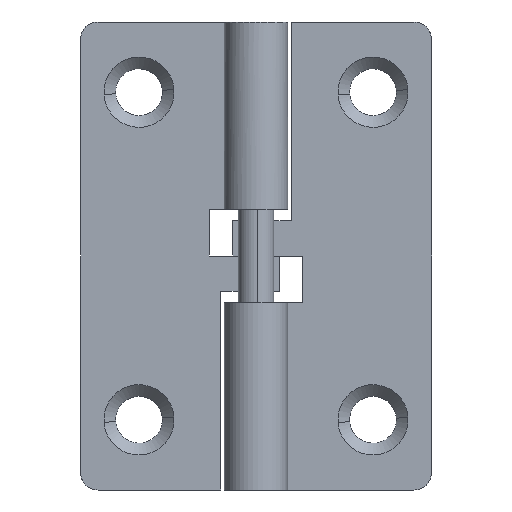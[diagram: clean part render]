
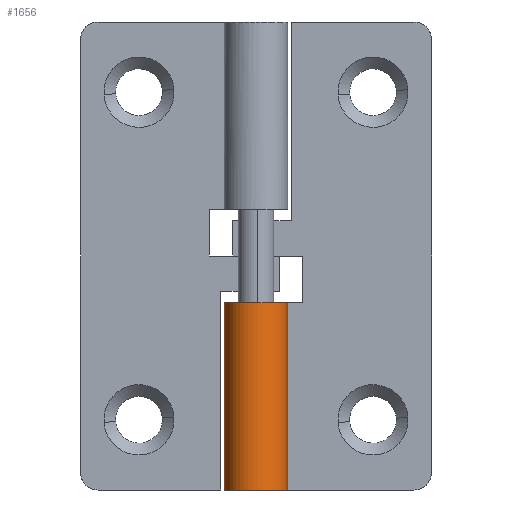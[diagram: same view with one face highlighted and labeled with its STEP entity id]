
A CAD part, front view. The second image highlights one B-rep face of the part: STEP entity #1656.
In plain terms, the highlighted free-form (B-spline) face has degree [1, 2] with [2, 7] control points.
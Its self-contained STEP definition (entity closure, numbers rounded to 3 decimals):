
#1190=CARTESIAN_POINT('',(-0.004,2.7,16.0));
#1191=VERTEX_POINT('',#1190);
#1197=CARTESIAN_POINT('',(2.278,1.45,16.0));
#1198=VERTEX_POINT('',#1197);
#1199=CARTESIAN_POINT('',(-0.004,2.7,16.0));
#1200=CARTESIAN_POINT('',(-2.098,2.697,16.));
#1201=CARTESIAN_POINT('',(-2.616,0.668,16.0));
#1202=CARTESIAN_POINT('',(-3.134,-1.362,16.));
#1203=CARTESIAN_POINT('',(-1.297,-2.368,16.0));
#1204=CARTESIAN_POINT('',(0.539,-3.374,16.));
#1205=CARTESIAN_POINT('',(1.971,-1.845,16.0));
#1206=CARTESIAN_POINT('',(3.402,-0.317,16.));
#1207=CARTESIAN_POINT('',(2.278,1.45,16.0));
#1215=(BOUNDED_CURVE()B_SPLINE_CURVE(2,(#1199,#1200,#1201,#1202,#1203,#1204,#1205,#1206,#1207),.UNSPECIFIED.,.F.,.U.)B_SPLINE_CURVE_WITH_KNOTS((3,2,2,2,3),(0.0,0.25,0.5,0.75,1.0),.UNSPECIFIED.)CURVE()GEOMETRIC_REPRESENTATION_ITEM()RATIONAL_B_SPLINE_CURVE((1.0,0.79,1.0,0.79,1.0,0.79,1.0,0.79,1.0))REPRESENTATION_ITEM(''));
#1216=EDGE_CURVE('',#1191,#1198,#1215,.T.);
#1422=CARTESIAN_POINT('',(-0.004,2.7,0.0));
#1423=VERTEX_POINT('',#1422);
#1458=CARTESIAN_POINT('',(2.278,1.45,0.0));
#1459=VERTEX_POINT('',#1458);
#1465=CARTESIAN_POINT('',(-0.004,2.7,0.0));
#1466=CARTESIAN_POINT('',(-2.098,2.697,0.0));
#1467=CARTESIAN_POINT('',(-2.616,0.668,0.0));
#1468=CARTESIAN_POINT('',(-3.134,-1.362,0.0));
#1469=CARTESIAN_POINT('',(-1.297,-2.368,0.0));
#1470=CARTESIAN_POINT('',(0.539,-3.374,0.0));
#1471=CARTESIAN_POINT('',(1.971,-1.845,0.0));
#1472=CARTESIAN_POINT('',(3.402,-0.317,0.0));
#1473=CARTESIAN_POINT('',(2.278,1.45,0.0));
#1481=(BOUNDED_CURVE()B_SPLINE_CURVE(2,(#1465,#1466,#1467,#1468,#1469,#1470,#1471,#1472,#1473),.UNSPECIFIED.,.F.,.U.)B_SPLINE_CURVE_WITH_KNOTS((3,2,2,2,3),(0.0,0.25,0.5,0.75,1.0),.UNSPECIFIED.)CURVE()GEOMETRIC_REPRESENTATION_ITEM()RATIONAL_B_SPLINE_CURVE((1.0,0.79,1.0,0.79,1.0,0.79,1.0,0.79,1.0))REPRESENTATION_ITEM(''));
#1482=EDGE_CURVE('',#1423,#1459,#1481,.T.);
#1531=CARTESIAN_POINT('',(-0.004,2.7,16.0));
#1532=CARTESIAN_POINT('',(-0.004,2.7,0.0));
#1533=QUASI_UNIFORM_CURVE('',1,(#1531,#1532),.UNSPECIFIED.,.F.,.U.);
#1534=EDGE_CURVE('',#1191,#1423,#1533,.T.);
#1618=CARTESIAN_POINT('',(2.278,1.45,16.0));
#1619=CARTESIAN_POINT('',(2.278,1.45,0.0));
#1620=QUASI_UNIFORM_CURVE('',1,(#1618,#1619),.UNSPECIFIED.,.F.,.U.);
#1621=EDGE_CURVE('',#1198,#1459,#1620,.T.);
#1628=CARTESIAN_POINT('',(0.067,2.699,16.4));
#1629=CARTESIAN_POINT('',(0.067,2.699,-0.41));
#1630=CARTESIAN_POINT('',(-3.286,2.782,16.4));
#1631=CARTESIAN_POINT('',(-3.286,2.782,-0.41));
#1632=CARTESIAN_POINT('',(-2.651,-0.511,16.4));
#1633=CARTESIAN_POINT('',(-2.651,-0.511,-0.41));
#1634=CARTESIAN_POINT('',(-2.016,-3.805,16.4));
#1635=CARTESIAN_POINT('',(-2.016,-3.805,-0.41));
#1636=CARTESIAN_POINT('',(1.066,-2.481,16.4));
#1637=CARTESIAN_POINT('',(1.066,-2.481,-0.41));
#1638=CARTESIAN_POINT('',(4.148,-1.157,16.4));
#1639=CARTESIAN_POINT('',(4.148,-1.157,-0.41));
#1640=CARTESIAN_POINT('',(2.196,1.571,16.4));
#1641=CARTESIAN_POINT('',(2.196,1.571,-0.41));
#1649=(BOUNDED_SURFACE()B_SPLINE_SURFACE(1,2,((#1628,#1630,#1632,#1634,#1636,#1638,#1640),(#1629,#1631,#1633,#1635,#1637,#1639,#1641)),.UNSPECIFIED.,.F.,.F.,.U.)B_SPLINE_SURFACE_WITH_KNOTS((2,2),(3,2,2,3),(0.0,16.81),(0.0,5.171,10.341,15.512),.UNSPECIFIED.)GEOMETRIC_REPRESENTATION_ITEM()RATIONAL_B_SPLINE_SURFACE(((1.0,0.627,1.0,0.627,1.0,0.627,1.0),(1.0,0.627,1.0,0.627,1.0,0.627,1.0)))REPRESENTATION_ITEM('')SURFACE());
#1650=ORIENTED_EDGE('',*,*,#1216,.F.);
#1651=ORIENTED_EDGE('',*,*,#1534,.T.);
#1652=ORIENTED_EDGE('',*,*,#1482,.T.);
#1653=ORIENTED_EDGE('',*,*,#1621,.F.);
#1654=EDGE_LOOP('',(#1650,#1651,#1652,#1653));
#1655=FACE_OUTER_BOUND('',#1654,.T.);
#1656=ADVANCED_FACE('',(#1655),#1649,.T.);
